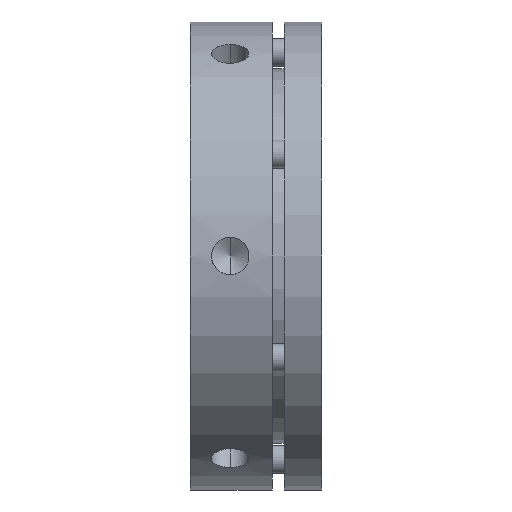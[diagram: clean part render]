
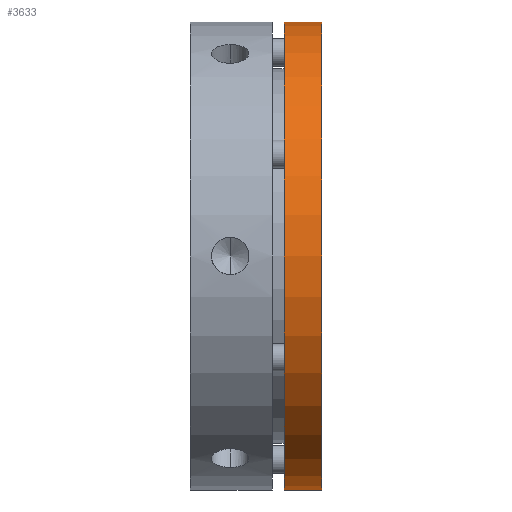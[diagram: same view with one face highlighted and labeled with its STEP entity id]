
A CAD part, front view. The second image highlights one B-rep face of the part: STEP entity #3633.
In plain terms, the highlighted cylindrical face has radius 50 mm (diameter 100 mm), a partial arc.
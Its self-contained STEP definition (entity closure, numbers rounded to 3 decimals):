
#32 = EDGE_LOOP ( 'NONE', ( #2547, #2548, #2549, #2550 ) ) ;
#173 = CIRCLE ( 'NONE', #4667, 50. ) ;
#249 = CIRCLE ( 'NONE', #2473, 50. ) ;
#365 = LINE ( 'NONE', #837, #367 ) ;
#366 = LINE ( 'NONE', #845, #369 ) ;
#367 = VECTOR ( 'NONE', #838, 1000. ) ;
#369 = VECTOR ( 'NONE', #846, 1000. ) ;
#459 = FACE_OUTER_BOUND ( 'NONE', #32, .T. ) ;
#468 = CYLINDRICAL_SURFACE ( 'NONE', #3227, 50. ) ;
#837 = CARTESIAN_POINT ( 'NONE',  ( 14., 0., -50. ) ) ;
#838 = DIRECTION ( 'NONE',  ( 1., 0., 0. ) ) ;
#845 = CARTESIAN_POINT ( 'NONE',  ( 14., 0., 50. ) ) ;
#846 = DIRECTION ( 'NONE',  ( 1., 0., 0. ) ) ;
#1064 = DIRECTION ( 'NONE',  ( 0., 0., -1. ) ) ;
#1066 = DIRECTION ( 'NONE',  ( 1., 0., 0. ) ) ;
#1068 = CARTESIAN_POINT ( 'NONE',  ( 14., 0., 0. ) ) ;
#2341 = EDGE_CURVE ( 'NONE', #2910, #2909, #173, .T. ) ;
#2473 = AXIS2_PLACEMENT_3D ( 'NONE', #4337, #4338, #4339 ) ;
#2547 = ORIENTED_EDGE ( 'NONE', *, *, #3570, .F. ) ;
#2548 = ORIENTED_EDGE ( 'NONE', *, *, #3111, .T. ) ;
#2549 = ORIENTED_EDGE ( 'NONE', *, *, #3569, .T. ) ;
#2550 = ORIENTED_EDGE ( 'NONE', *, *, #2341, .T. ) ;
#2903 = VERTEX_POINT ( 'NONE', #4044 ) ;
#2906 = VERTEX_POINT ( 'NONE', #4047 ) ;
#2909 = VERTEX_POINT ( 'NONE', #4050 ) ;
#2910 = VERTEX_POINT ( 'NONE', #4051 ) ;
#3111 = EDGE_CURVE ( 'NONE', #2906, #2903, #249, .T. ) ;
#3227 = AXIS2_PLACEMENT_3D ( 'NONE', #1068, #1066, #1064 ) ;
#3569 = EDGE_CURVE ( 'NONE', #2903, #2910, #365, .T. ) ;
#3570 = EDGE_CURVE ( 'NONE', #2906, #2909, #366, .T. ) ;
#3633 = ADVANCED_FACE ( 'NONE', ( #459 ), #468, .T. ) ;
#3896 = CARTESIAN_POINT ( 'NONE',  ( 28., 0., 0. ) ) ;
#3897 = DIRECTION ( 'NONE',  ( -1., 0., 0. ) ) ;
#3898 = DIRECTION ( 'NONE',  ( 0., 0., -1. ) ) ;
#4044 = CARTESIAN_POINT ( 'NONE',  ( 20., 0., -50. ) ) ;
#4047 = CARTESIAN_POINT ( 'NONE',  ( 20., 0., 50. ) ) ;
#4050 = CARTESIAN_POINT ( 'NONE',  ( 28., 0., 50. ) ) ;
#4051 = CARTESIAN_POINT ( 'NONE',  ( 28., 0., -50. ) ) ;
#4337 = CARTESIAN_POINT ( 'NONE',  ( 20., 0., 0. ) ) ;
#4338 = DIRECTION ( 'NONE',  ( 1., 0., 0. ) ) ;
#4339 = DIRECTION ( 'NONE',  ( 0., 0., -1. ) ) ;
#4667 = AXIS2_PLACEMENT_3D ( 'NONE', #3896, #3897, #3898 ) ;
